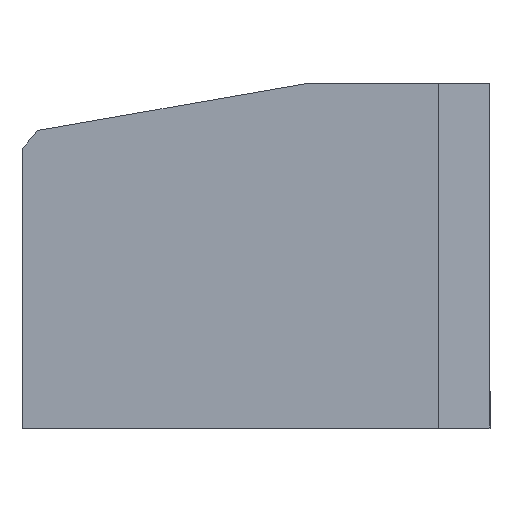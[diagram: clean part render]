
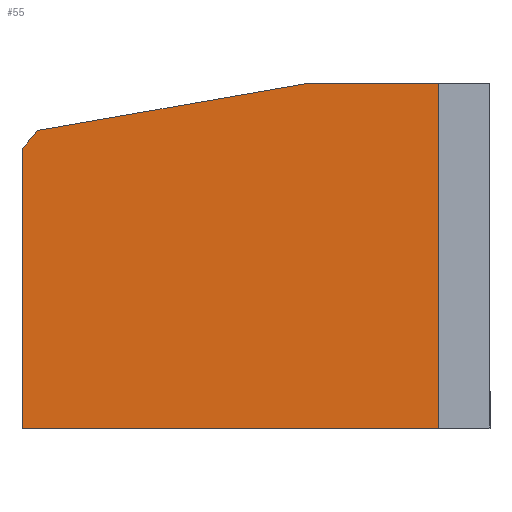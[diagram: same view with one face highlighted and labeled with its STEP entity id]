
A CAD part, left-side view. The second image highlights one B-rep face of the part: STEP entity #55.
In plain terms, the highlighted planar face has unit normal (-1, 0, 0).
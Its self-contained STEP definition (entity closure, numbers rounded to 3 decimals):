
#55=ADVANCED_FACE('',(#79),#69,.T.);
#69=PLANE('',#383);
#79=FACE_OUTER_BOUND('',#93,.T.);
#93=EDGE_LOOP('',(#165,#166,#167,#168,#169,#170));
#165=ORIENTED_EDGE('',*,*,#274,.T.);
#166=ORIENTED_EDGE('',*,*,#271,.F.);
#167=ORIENTED_EDGE('',*,*,#275,.T.);
#168=ORIENTED_EDGE('',*,*,#250,.F.);
#169=ORIENTED_EDGE('',*,*,#270,.T.);
#170=ORIENTED_EDGE('',*,*,#269,.T.);
#216=VERTEX_POINT('',#455);
#217=VERTEX_POINT('',#457);
#230=VERTEX_POINT('',#523);
#231=VERTEX_POINT('',#525);
#232=VERTEX_POINT('',#531);
#233=VERTEX_POINT('',#532);
#250=EDGE_CURVE('',#216,#217,#296,.T.);
#269=EDGE_CURVE('',#230,#231,#309,.T.);
#270=EDGE_CURVE('',#216,#230,#310,.T.);
#271=EDGE_CURVE('',#232,#233,#311,.T.);
#274=EDGE_CURVE('',#231,#233,#314,.T.);
#275=EDGE_CURVE('',#232,#217,#315,.T.);
#296=LINE('',#456,#320);
#309=LINE('',#526,#333);
#310=LINE('',#528,#334);
#311=LINE('',#530,#335);
#314=LINE('',#536,#338);
#315=LINE('',#538,#339);
#320=VECTOR('',#397,1.);
#333=VECTOR('',#418,1.);
#334=VECTOR('',#421,1.);
#335=VECTOR('',#424,1.);
#338=VECTOR('',#429,1.);
#339=VECTOR('',#432,1.);
#383=AXIS2_PLACEMENT_3D('',#540,#435,#436);
#397=DIRECTION('',(0.,-1.,0.));
#418=DIRECTION('',(0.,0.643,-0.766));
#421=DIRECTION('',(0.,0.985,-0.172));
#424=DIRECTION('',(0.,1.,0.));
#429=DIRECTION('',(0.,0.,-1.));
#432=DIRECTION('',(0.,0.,1.));
#435=DIRECTION('',(-1.,0.,0.));
#436=DIRECTION('',(0.,1.,0.));
#455=CARTESIAN_POINT('',(-16.73,-13.413,16.23));
#456=CARTESIAN_POINT('',(-16.73,0.,16.23));
#457=CARTESIAN_POINT('',(-16.73,-19.6,16.23));
#523=CARTESIAN_POINT('',(-16.73,-0.739,14.014));
#525=CARTESIAN_POINT('',(-16.73,0.,13.135));
#526=CARTESIAN_POINT('',(-16.73,-1.524,14.949));
#528=CARTESIAN_POINT('',(-16.73,-13.413,16.23));
#530=CARTESIAN_POINT('',(-16.73,-14.75,0.));
#531=CARTESIAN_POINT('',(-16.73,-19.6,0.));
#532=CARTESIAN_POINT('',(-16.73,0.,0.));
#536=CARTESIAN_POINT('',(-16.73,0.,13.885));
#538=CARTESIAN_POINT('',(-16.73,-19.6,16.23));
#540=CARTESIAN_POINT('',(-16.73,0.,16.23));
